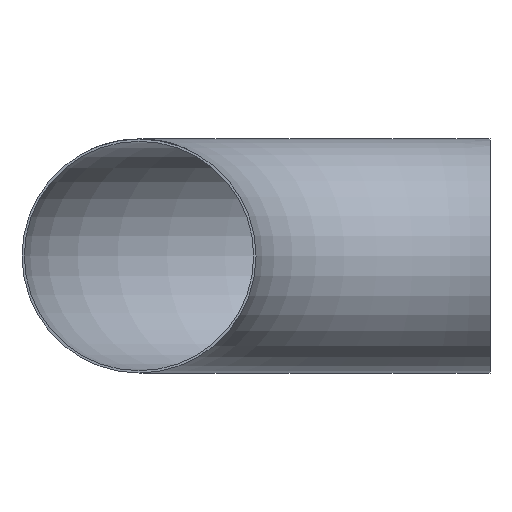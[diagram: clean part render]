
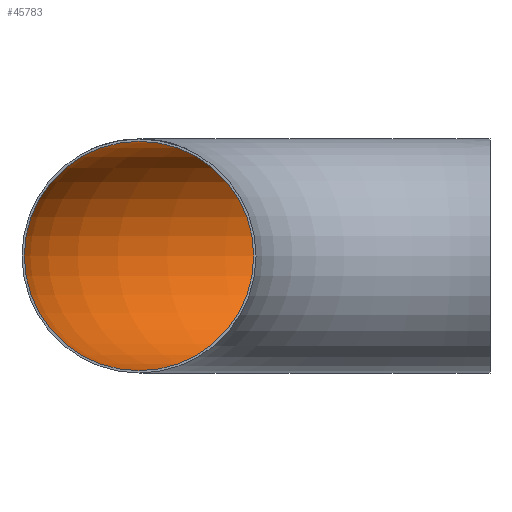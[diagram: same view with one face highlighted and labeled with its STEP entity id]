
A CAD part, front view. The second image highlights one B-rep face of the part: STEP entity #45783.
In plain terms, the highlighted toroidal (fillet/blend) face has major radius 1219 mm and minor radius 398.4 mm.
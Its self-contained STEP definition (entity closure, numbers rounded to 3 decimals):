
#312 = AXIS2_PLACEMENT_3D ( 'NONE', #17352, #2034, #2751 ) ;
#2034 = DIRECTION ( 'NONE',  ( 1., 0., 0. ) ) ;
#2751 = DIRECTION ( 'NONE',  ( 0., 1., 0. ) ) ;
#4152 = AXIS2_PLACEMENT_3D ( 'NONE', #15898, #27345, #42183 ) ;
#4444 = EDGE_CURVE ( 'NONE', #4931, #4931, #46148, .T. ) ;
#4931 = VERTEX_POINT ( 'NONE', #9067 ) ;
#8368 = ORIENTED_EDGE ( 'NONE', *, *, #4444, .T. ) ;
#9067 = CARTESIAN_POINT ( 'NONE',  ( 0., 1617.4, 0. ) ) ;
#9814 = DIRECTION ( 'NONE',  ( 0., 0., 1. ) ) ;
#9864 = ORIENTED_EDGE ( 'NONE', *, *, #47937, .F. ) ;
#10583 = EDGE_LOOP ( 'NONE', ( #8368 ) ) ;
#15898 = CARTESIAN_POINT ( 'NONE',  ( 0., 0., 0. ) ) ;
#16144 = FACE_OUTER_BOUND ( 'NONE', #20809, .T. ) ;
#17352 = CARTESIAN_POINT ( 'NONE',  ( 0., 1219., 0. ) ) ;
#20809 = EDGE_LOOP ( 'NONE', ( #9864 ) ) ;
#22085 = AXIS2_PLACEMENT_3D ( 'NONE', #43170, #31742, #9814 ) ;
#22976 = FACE_OUTER_BOUND ( 'NONE', #10583, .T. ) ;
#23671 = CARTESIAN_POINT ( 'NONE',  ( -1219., 0., 398.4 ) ) ;
#25138 = TOROIDAL_SURFACE ( 'NONE', #4152, 1219., 398.4 ) ;
#27345 = DIRECTION ( 'NONE',  ( 0., 0., -1. ) ) ;
#31742 = DIRECTION ( 'NONE',  ( 0., 1., 0. ) ) ;
#35122 = VERTEX_POINT ( 'NONE', #23671 ) ;
#42183 = DIRECTION ( 'NONE',  ( -1., 0., 0. ) ) ;
#43082 = CIRCLE ( 'NONE', #22085, 398.4 ) ;
#43170 = CARTESIAN_POINT ( 'NONE',  ( -1219., 0., 0. ) ) ;
#45783 = ADVANCED_FACE ( 'NONE', ( #22976, #16144 ), #25138, .F. ) ;
#46148 = CIRCLE ( 'NONE', #312, 398.4 ) ;
#47937 = EDGE_CURVE ( 'NONE', #35122, #35122, #43082, .T. ) ;
